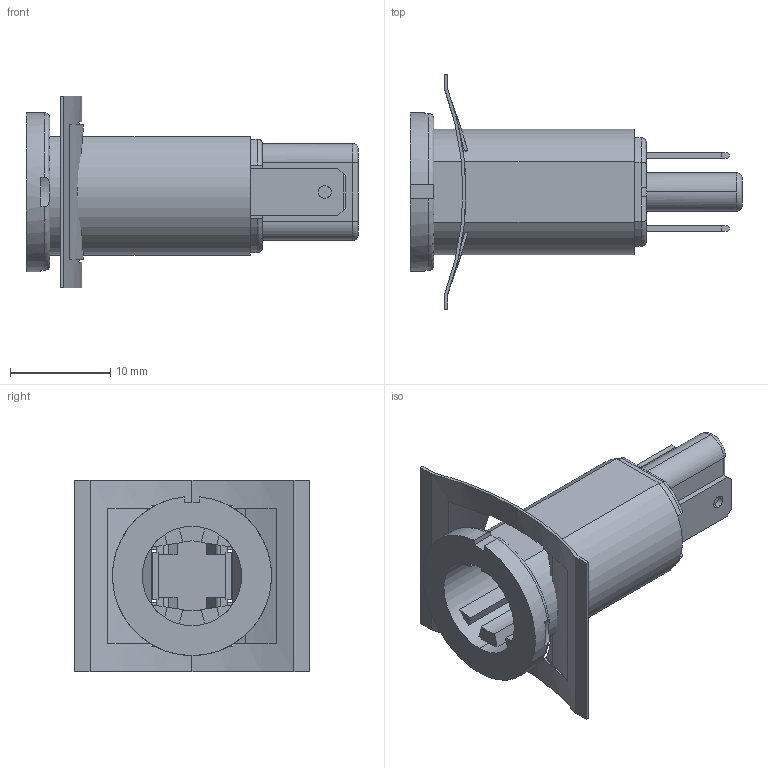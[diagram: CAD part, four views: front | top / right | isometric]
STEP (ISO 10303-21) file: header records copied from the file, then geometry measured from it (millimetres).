
FILE_DESCRIPTION (( 'STEP AP214' ), '1' );
FILE_NAME ('3062_Lamp Socket.STEP', '2020-04-20T18:07:18', ( 'user' ), ( 'Microsoft' ), 'SwSTEP 2.0', 'SolidWorks 2018', '' );
FILE_SCHEMA (( 'AUTOMOTIVE_DESIGN' ));
Length unit declared in the file: inch
Products named in the file (4): Part2^3062_Lamp Socket; SN0461-C; E53989BKA-A; 3062_Lamp Socket
Assembly tree (4 placements, depth 2):
  3062_Lamp Socket
    E53989BKA-A
    SN0461-C
    Part2^3062_Lamp Socket  x2
Bounding box: 33.07 x 23.37 x 19.05 mm (x, y, z)
Volume: 2021.5 mm3; surface area: 3466.1 mm2
Topology: 5 solids, 5 shells, 188 faces, 517 edges, 336 vertices
Faces by surface type: plane 108, cylinder 68, torus 11, bspline 1
Entity records: 6014 total; most frequent: CARTESIAN_POINT 1335, ORIENTED_EDGE 974, DIRECTION 922, EDGE_CURVE 487, AXIS2_PLACEMENT_3D 321, VERTEX_POINT 316, VECTOR 280, LINE 280
